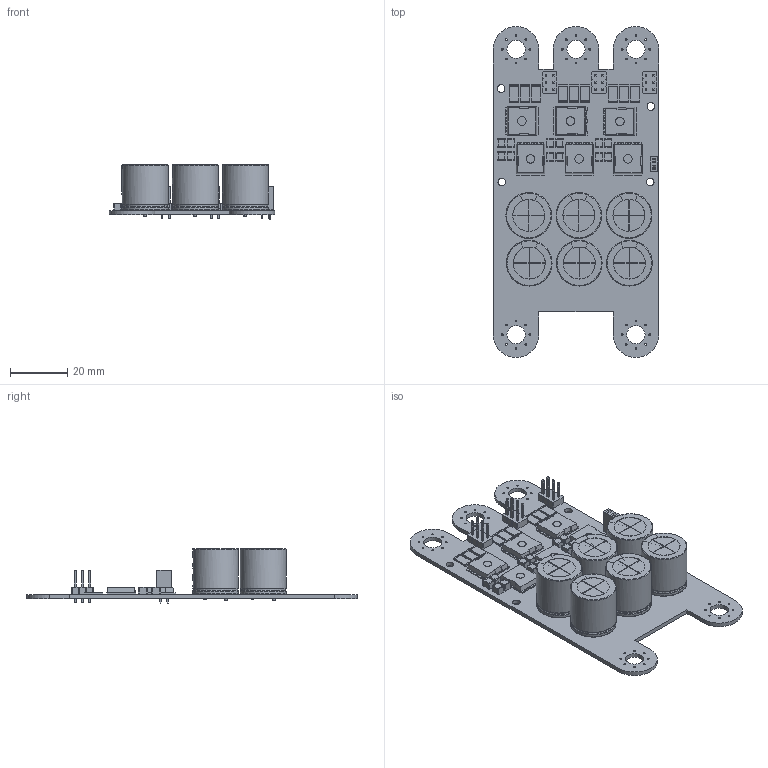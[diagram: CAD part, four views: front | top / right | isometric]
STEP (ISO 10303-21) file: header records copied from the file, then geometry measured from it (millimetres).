
FILE_DESCRIPTION(('KiCad electronic assembly'),'2;1');
FILE_NAME('Torq150A.step','2025-08-23T23:56:04',('Pcbnew'),('Kicad'), 'Open CASCADE STEP processor 7.9','KiCad to STEP converter','Unknown' );
FILE_SCHEMA(('AUTOMOTIVE_DESIGN { 1 0 10303 214 1 1 1 1 }'));
Length unit declared in the file: millimetre
Products named in the file (9): Torq150A 1; C_1210_3225Metric; PinSocket_1x02_P2.54mm_Vertical; PinHeader_2x03_P2.54mm_Vertical; R_2512_6332Metric; CP_Radial_D16.0mm_P7.50mm; Infineon_PG-HSOF-8-1; Torq150A 1.11.1; Torq150A_PCB
Assembly tree (39 placements, depth 3):
  Torq150A 1
    C_1210_3225Metric  x12
    PinSocket_1x02_P2.54mm_Vertical
    PinHeader_2x03_P2.54mm_Vertical  x3
    R_2512_6332Metric  x9
    CP_Radial_D16.0mm_P7.50mm  x6
    Infineon_PG-HSOF-8-1  x6
      Torq150A 1.11.1
    Torq150A_PCB
Bounding box: 58 x 116 x 19.1 mm (x, y, z)
Volume: 30111.5 mm3; surface area: 26096 mm2
Topology: 92 solids, 98 shells, 1999 faces, 4975 edges, 3272 vertices
Faces by surface type: plane 1493, cylinder 410, bspline 48, revolution 36, torus 12
Full cylindrical faces by diameter (mm): 0.6 x40, 0.9 x12, 1 x20, 1.2 x12, 2.7 x4, 3 x6, 6.4 x5
Entity records: 18733 total; most frequent: CARTESIAN_POINT 3612, DIRECTION 2522, ORIENTED_EDGE 2508, EDGE_CURVE 1254, LINE 940, VECTOR 940, VERTEX_POINT 819, AXIS2_PLACEMENT_3D 788
